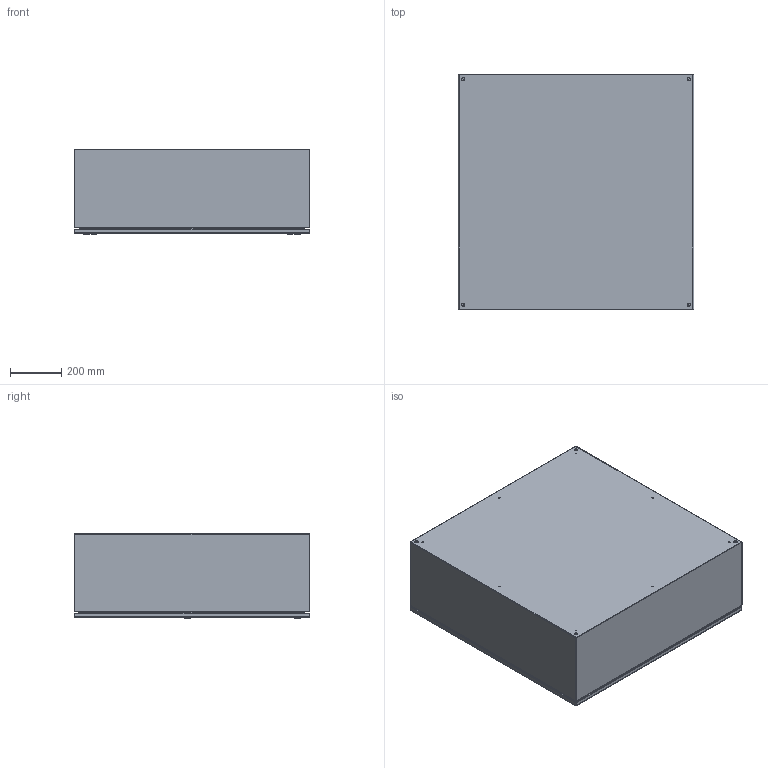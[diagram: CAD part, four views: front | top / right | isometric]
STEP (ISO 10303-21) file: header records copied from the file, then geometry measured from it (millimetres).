
FILE_DESCRIPTION (( 'STEP AP214' ), '1' );
FILE_NAME ('EN4SD363612SSR.STEP', '2019-10-29T19:34:47', ( '' ), ( '' ), 'SwSTEP 2.0', 'SolidWorks 2019', '' );
FILE_SCHEMA (( 'AUTOMOTIVE_DESIGN' ));
Length unit declared in the file: inch
Products named in the file (1): EN4SD363612SSR
Bounding box: 914.4 x 914.4 x 330.25 mm (x, y, z)
Volume: 5833331.9 mm3; surface area: 6476977.5 mm2
Topology: 57 solids, 58 shells, 1495 faces, 3593 edges, 2269 vertices
Faces by surface type: plane 769, cylinder 487, bspline 163, cone 38, torus 38
Entity records: 67822 total; most frequent: CARTESIAN_POINT 13238, ORIENTED_EDGE 7140, DIRECTION 7105, EDGE_CURVE 3570, AXIS2_PLACEMENT_3D 2480, VERTEX_POINT 2269, VECTOR 2145, LINE 2145
